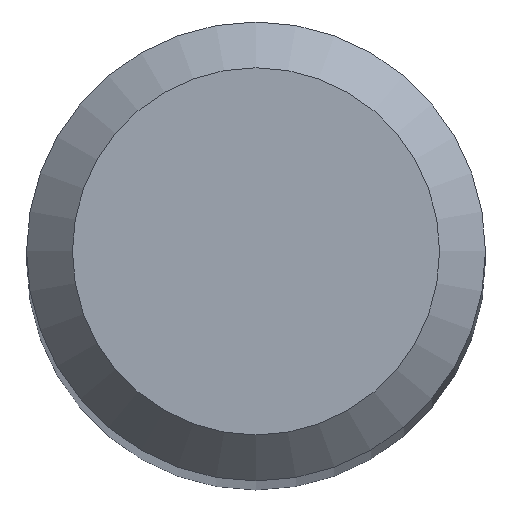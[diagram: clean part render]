
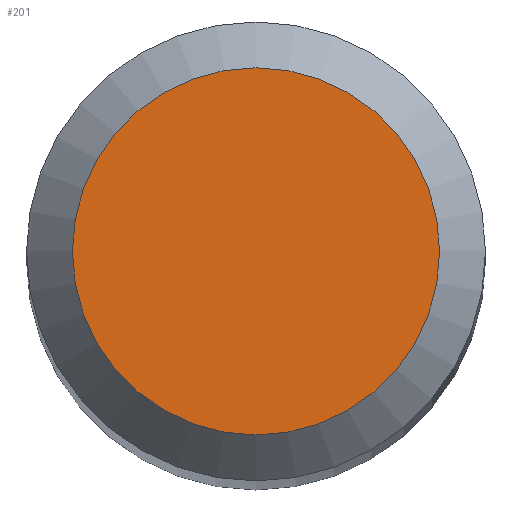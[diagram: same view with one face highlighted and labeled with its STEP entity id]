
A CAD part, top view. The second image highlights one B-rep face of the part: STEP entity #201.
In plain terms, the highlighted planar face has unit normal (0, 0, 1).
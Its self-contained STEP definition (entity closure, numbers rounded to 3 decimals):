
#42 = DIRECTION ( 'NONE',  ( 0., 0., -1. ) ) ;
#43 = AXIS2_PLACEMENT_3D ( 'NONE', #59, #302, #82 ) ;
#44 = VERTEX_POINT ( 'NONE', #165 ) ;
#52 = CIRCLE ( 'NONE', #219, 1.2 ) ;
#59 = CARTESIAN_POINT ( 'NONE',  ( 0., 0., 61. ) ) ;
#65 = CARTESIAN_POINT ( 'NONE',  ( 0., 0., 61. ) ) ;
#82 = DIRECTION ( 'NONE',  ( 0., 1., 0. ) ) ;
#116 = EDGE_CURVE ( 'NONE', #44, #44, #52, .T. ) ;
#152 = EDGE_LOOP ( 'NONE', ( #184 ) ) ;
#165 = CARTESIAN_POINT ( 'NONE',  ( 0., 1.2, 61. ) ) ;
#172 = PLANE ( 'NONE',  #43 ) ;
#184 = ORIENTED_EDGE ( 'NONE', *, *, #116, .F. ) ;
#201 = ADVANCED_FACE ( 'NONE', ( #202 ), #172, .F. ) ;
#202 = FACE_OUTER_BOUND ( 'NONE', #152, .T. ) ;
#219 = AXIS2_PLACEMENT_3D ( 'NONE', #65, #42, #263 ) ;
#263 = DIRECTION ( 'NONE',  ( 0., 1., 0. ) ) ;
#302 = DIRECTION ( 'NONE',  ( 0., 0., -1. ) ) ;
